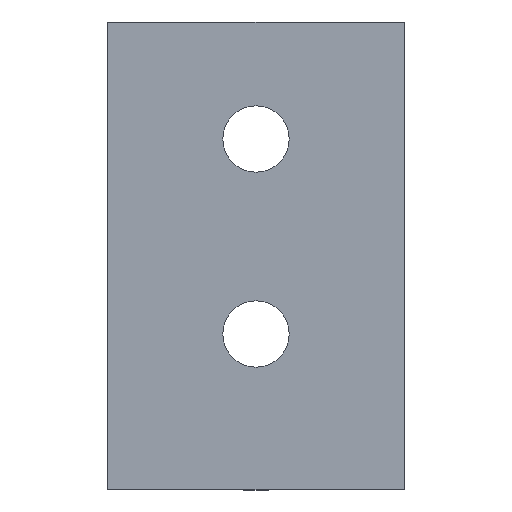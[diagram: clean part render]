
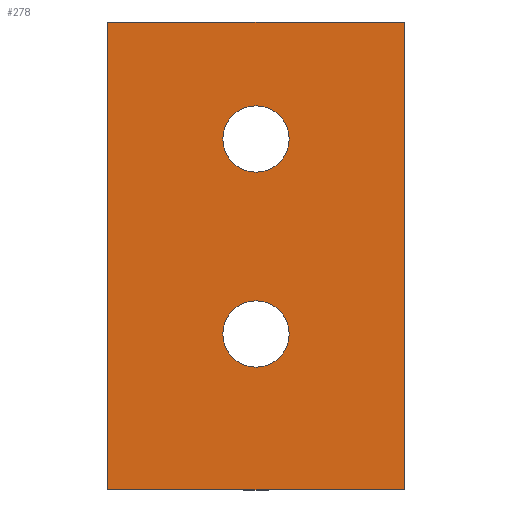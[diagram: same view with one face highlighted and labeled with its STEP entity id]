
A CAD part, left-side view. The second image highlights one B-rep face of the part: STEP entity #278.
In plain terms, the highlighted planar face has unit normal (-1, 0, 0).
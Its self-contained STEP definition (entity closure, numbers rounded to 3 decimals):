
#19=FACE_BOUND('',#75,.T.);
#20=FACE_BOUND('',#76,.T.);
#37=CIRCLE('',#306,4.25);
#38=CIRCLE('',#307,4.25);
#55=FACE_OUTER_BOUND('',#74,.T.);
#74=EDGE_LOOP('',(#225,#226,#227,#228));
#75=EDGE_LOOP('',(#229));
#76=EDGE_LOOP('',(#230));
#104=LINE('',#450,#125);
#106=LINE('',#454,#127);
#107=LINE('',#456,#128);
#108=LINE('',#457,#129);
#125=VECTOR('',#367,38.);
#127=VECTOR('',#371,60.);
#128=VECTOR('',#372,38.);
#129=VECTOR('',#373,60.);
#150=VERTEX_POINT('',#447);
#151=VERTEX_POINT('',#449);
#152=VERTEX_POINT('',#453);
#153=VERTEX_POINT('',#455);
#154=VERTEX_POINT('',#458);
#155=VERTEX_POINT('',#460);
#182=EDGE_CURVE('',#150,#151,#104,.T.);
#184=EDGE_CURVE('',#150,#152,#106,.T.);
#185=EDGE_CURVE('',#152,#153,#107,.T.);
#186=EDGE_CURVE('',#151,#153,#108,.T.);
#187=EDGE_CURVE('',#154,#154,#37,.T.);
#188=EDGE_CURVE('',#155,#155,#38,.T.);
#225=ORIENTED_EDGE('',*,*,#184,.T.);
#226=ORIENTED_EDGE('',*,*,#185,.T.);
#227=ORIENTED_EDGE('',*,*,#186,.F.);
#228=ORIENTED_EDGE('',*,*,#182,.F.);
#229=ORIENTED_EDGE('',*,*,#187,.F.);
#230=ORIENTED_EDGE('',*,*,#188,.F.);
#267=PLANE('',#305);
#278=ADVANCED_FACE('',(#55,#19,#20),#267,.T.);
#305=AXIS2_PLACEMENT_3D('',#452,#369,#370);
#306=AXIS2_PLACEMENT_3D('',#459,#374,#375);
#307=AXIS2_PLACEMENT_3D('',#461,#376,#377);
#367=DIRECTION('',(0.,-1.,0.));
#369=DIRECTION('center_axis',(-1.,0.,0.));
#370=DIRECTION('ref_axis',(0.,0.,1.));
#371=DIRECTION('',(0.,0.,-1.));
#372=DIRECTION('',(0.,-1.,0.));
#373=DIRECTION('',(0.,0.,-1.));
#374=DIRECTION('center_axis',(-1.,0.,0.));
#375=DIRECTION('ref_axis',(0.,0.,-1.));
#376=DIRECTION('center_axis',(-1.,0.,0.));
#377=DIRECTION('ref_axis',(0.,0.,-1.));
#447=CARTESIAN_POINT('',(0.,19.,60.));
#449=CARTESIAN_POINT('',(0.,-19.,60.));
#450=CARTESIAN_POINT('',(0.,19.,60.));
#452=CARTESIAN_POINT('Origin',(0.,19.,60.));
#453=CARTESIAN_POINT('',(0.,19.,0.));
#454=CARTESIAN_POINT('',(0.,19.,60.));
#455=CARTESIAN_POINT('',(0.,-19.,0.));
#456=CARTESIAN_POINT('',(0.,19.,0.));
#457=CARTESIAN_POINT('',(0.,-19.,60.));
#458=CARTESIAN_POINT('',(0.,0.,49.25));
#459=CARTESIAN_POINT('Origin',(0.,0.,45.));
#460=CARTESIAN_POINT('',(0.,0.,24.25));
#461=CARTESIAN_POINT('Origin',(0.,0.,20.));
